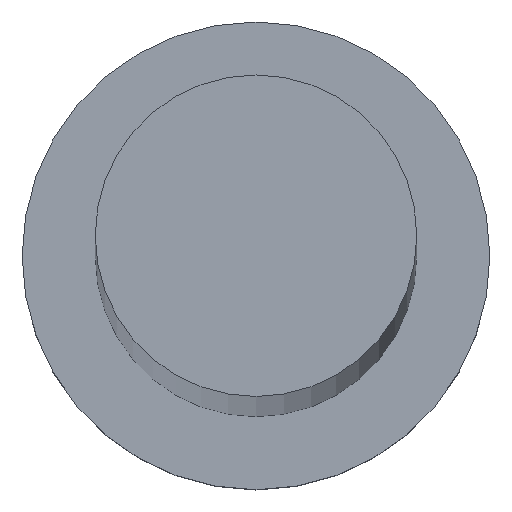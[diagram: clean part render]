
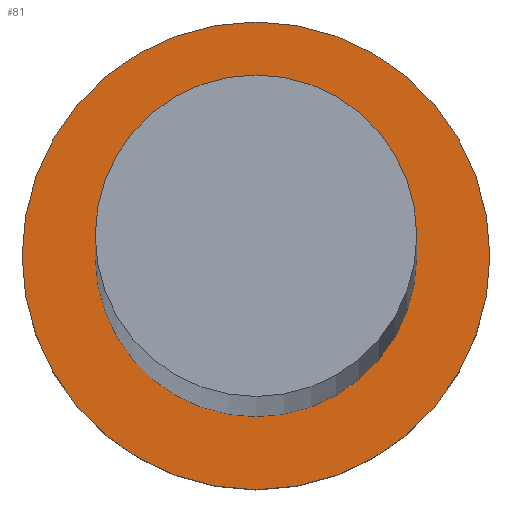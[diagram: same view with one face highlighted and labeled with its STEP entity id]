
A CAD part, top view. The second image highlights one B-rep face of the part: STEP entity #81.
In plain terms, the highlighted planar face has unit normal (0, 0, 1).
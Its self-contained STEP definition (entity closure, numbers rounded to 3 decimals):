
#12 = CARTESIAN_POINT ( 'NONE',  ( 0., 0., 5. ) ) ;
#14 = CARTESIAN_POINT ( 'NONE',  ( 0., 0., 5. ) ) ;
#23 = EDGE_LOOP ( 'NONE', ( #116, #109 ) ) ;
#28 = FACE_OUTER_BOUND ( 'NONE', #23, .T. ) ;
#31 = DIRECTION ( 'NONE',  ( 1., 0., 0. ) ) ;
#35 = CARTESIAN_POINT ( 'NONE',  ( 0., 0., 5. ) ) ;
#37 = AXIS2_PLACEMENT_3D ( 'NONE', #12, #90, #243 ) ;
#50 = PLANE ( 'NONE',  #126 ) ;
#60 = FACE_BOUND ( 'NONE', #147, .T. ) ;
#66 = CIRCLE ( 'NONE', #119, 5.5 ) ;
#70 = DIRECTION ( 'NONE',  ( 0., 0., 1. ) ) ;
#74 = CIRCLE ( 'NONE', #210, 5.5 ) ;
#75 = VERTEX_POINT ( 'NONE', #249 ) ;
#79 = CARTESIAN_POINT ( 'NONE',  ( -8., 0., 5. ) ) ;
#81 = ADVANCED_FACE ( 'NONE', ( #60, #28 ), #50, .T. ) ;
#84 = CARTESIAN_POINT ( 'NONE',  ( 0., 0., 5. ) ) ;
#87 = DIRECTION ( 'NONE',  ( 0., 0., 1. ) ) ;
#90 = DIRECTION ( 'NONE',  ( 0., 0., 1. ) ) ;
#99 = VERTEX_POINT ( 'NONE', #234 ) ;
#106 = DIRECTION ( 'NONE',  ( 0., 0., 1. ) ) ;
#109 = ORIENTED_EDGE ( 'NONE', *, *, #171, .T. ) ;
#112 = EDGE_CURVE ( 'NONE', #222, #75, #74, .T. ) ;
#116 = ORIENTED_EDGE ( 'NONE', *, *, #163, .T. ) ;
#119 = AXIS2_PLACEMENT_3D ( 'NONE', #174, #120, #229 ) ;
#120 = DIRECTION ( 'NONE',  ( 0., 0., 1. ) ) ;
#126 = AXIS2_PLACEMENT_3D ( 'NONE', #84, #70, #164 ) ;
#132 = ORIENTED_EDGE ( 'NONE', *, *, #196, .F. ) ;
#138 = CARTESIAN_POINT ( 'NONE',  ( -5.5, 0., 5. ) ) ;
#147 = EDGE_LOOP ( 'NONE', ( #217, #132 ) ) ;
#148 = CIRCLE ( 'NONE', #37, 8. ) ;
#163 = EDGE_CURVE ( 'NONE', #209, #99, #148, .T. ) ;
#164 = DIRECTION ( 'NONE',  ( 1., 0., 0. ) ) ;
#171 = EDGE_CURVE ( 'NONE', #99, #209, #178, .T. ) ;
#174 = CARTESIAN_POINT ( 'NONE',  ( 0., 0., 5. ) ) ;
#178 = CIRCLE ( 'NONE', #215, 8. ) ;
#186 = DIRECTION ( 'NONE',  ( 1., 0., 0. ) ) ;
#196 = EDGE_CURVE ( 'NONE', #75, #222, #66, .T. ) ;
#209 = VERTEX_POINT ( 'NONE', #79 ) ;
#210 = AXIS2_PLACEMENT_3D ( 'NONE', #14, #87, #31 ) ;
#215 = AXIS2_PLACEMENT_3D ( 'NONE', #35, #106, #186 ) ;
#217 = ORIENTED_EDGE ( 'NONE', *, *, #112, .F. ) ;
#222 = VERTEX_POINT ( 'NONE', #138 ) ;
#229 = DIRECTION ( 'NONE',  ( 1., 0., 0. ) ) ;
#234 = CARTESIAN_POINT ( 'NONE',  ( 8., 0., 5. ) ) ;
#243 = DIRECTION ( 'NONE',  ( 1., 0., 0. ) ) ;
#249 = CARTESIAN_POINT ( 'NONE',  ( 5.5, 0., 5. ) ) ;
